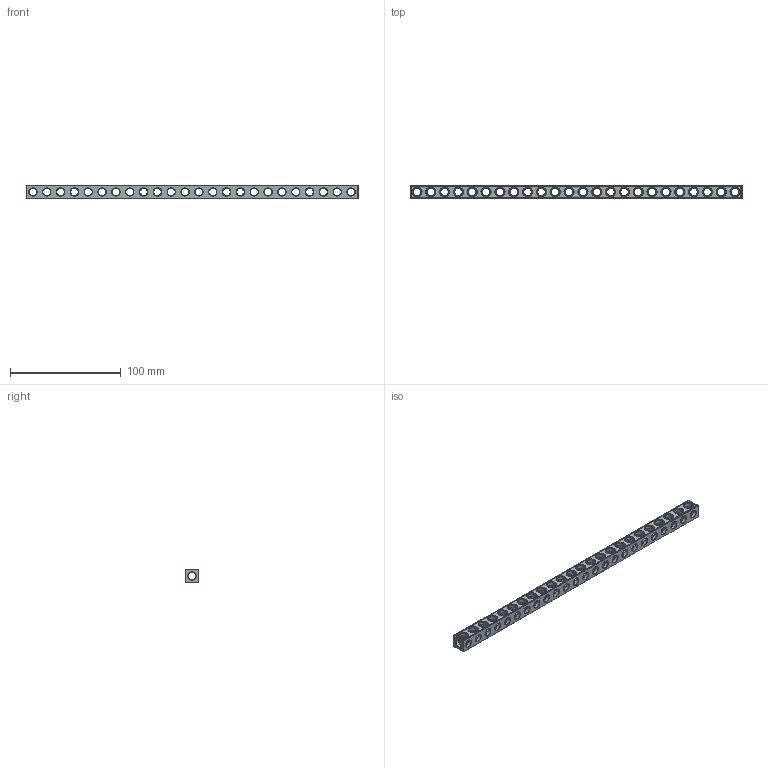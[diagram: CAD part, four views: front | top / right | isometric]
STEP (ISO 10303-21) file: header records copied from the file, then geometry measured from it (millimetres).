
FILE_DESCRIPTION(('FreeCAD Model'),'2;1');
FILE_NAME('Open CASCADE Shape Model','2021-05-23T22:08:29',( 'Paulo Kiefe'),('STEMFIE.org'),'Open CASCADE STEP processor 7.4', 'FreeCAD','Unknown');
FILE_SCHEMA(('AUTOMOTIVE_DESIGN { 1 0 10303 214 1 1 1 1 }'));
Products named in the file (1): Beam_STR_ESS_BU24x01x01_-_SPN-BEM-0061_(stemfie.org)
Bounding box: 300 x 12.5 x 12.5 mm (x, y, z)
Volume: 23428.3 mm3; surface area: 21021.6 mm2
Topology: 1 solids, 1 shells, 711 faces, 2239 edges, 1492 vertices
Faces by surface type: plane 358, cylinder 145, extrusion 110, cone 98
Full cylindrical faces by diameter (mm): 7 x121, 9.2 x24
Entity records: 80485 total; most frequent: CARTESIAN_POINT 38199, DIRECTION 7160, ORIENTED_EDGE 4478, PCURVE 4478, DEFINITIONAL_REPRESENTATION 4478, VECTOR 4339, LINE 4229, EDGE_CURVE 2239
